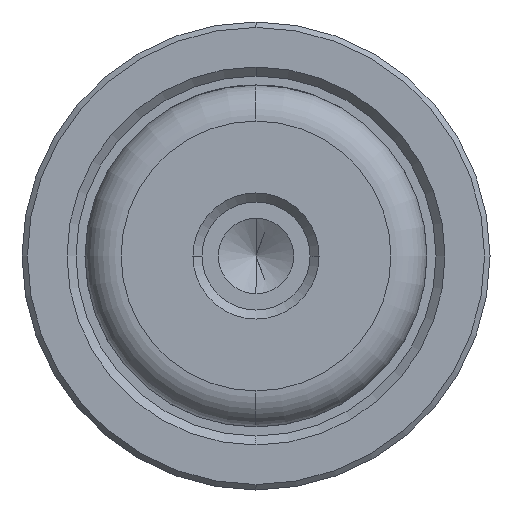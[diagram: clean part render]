
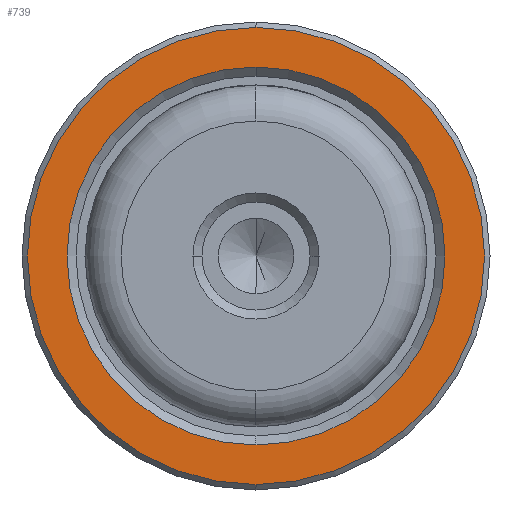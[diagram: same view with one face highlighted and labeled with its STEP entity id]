
A CAD part, left-side view. The second image highlights one B-rep face of the part: STEP entity #739.
In plain terms, the highlighted planar face has unit normal (-1, 0, 0).
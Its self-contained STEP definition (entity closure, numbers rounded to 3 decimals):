
#39 = CARTESIAN_POINT ( 'NONE',  ( 20., 0., 10.5 ) ) ;
#54 = DIRECTION ( 'NONE',  ( 0., 0., 1. ) ) ;
#90 = EDGE_CURVE ( 'NONE', #908, #194, #1456, .T. ) ;
#194 = VERTEX_POINT ( 'NONE', #1668 ) ;
#260 = CARTESIAN_POINT ( 'NONE',  ( 20., 0., 12.7 ) ) ;
#337 = EDGE_CURVE ( 'NONE', #194, #908, #431, .T. ) ;
#431 = CIRCLE ( 'NONE', #2175, 10.5 ) ;
#502 = CARTESIAN_POINT ( 'NONE',  ( 20., 0., 0. ) ) ;
#582 = DIRECTION ( 'NONE',  ( -1., 0., 0. ) ) ;
#594 = AXIS2_PLACEMENT_3D ( 'NONE', #1067, #2349, #1252 ) ;
#618 = EDGE_LOOP ( 'NONE', ( #1148, #1672 ) ) ;
#643 = ORIENTED_EDGE ( 'NONE', *, *, #1485, .T. ) ;
#694 = DIRECTION ( 'NONE',  ( 0., 0., -1. ) ) ;
#739 = ADVANCED_FACE ( 'NONE', ( #1991, #1494 ), #1149, .T. ) ;
#809 = CARTESIAN_POINT ( 'NONE',  ( 20., 0., 0. ) ) ;
#905 = AXIS2_PLACEMENT_3D ( 'NONE', #987, #2273, #1175 ) ;
#908 = VERTEX_POINT ( 'NONE', #39 ) ;
#918 = CIRCLE ( 'NONE', #1046, 12.7 ) ;
#972 = EDGE_LOOP ( 'NONE', ( #643, #1209 ) ) ;
#987 = CARTESIAN_POINT ( 'NONE',  ( 20., 0., 0. ) ) ;
#989 = DIRECTION ( 'NONE',  ( 0., 0., 1. ) ) ;
#1046 = AXIS2_PLACEMENT_3D ( 'NONE', #809, #2090, #989 ) ;
#1067 = CARTESIAN_POINT ( 'NONE',  ( 20., 0., 0. ) ) ;
#1092 = CIRCLE ( 'NONE', #905, 12.7 ) ;
#1148 = ORIENTED_EDGE ( 'NONE', *, *, #90, .T. ) ;
#1149 = PLANE ( 'NONE',  #1902 ) ;
#1167 = CARTESIAN_POINT ( 'NONE',  ( 20., 0., -12.7 ) ) ;
#1175 = DIRECTION ( 'NONE',  ( 0., 0., 1. ) ) ;
#1209 = ORIENTED_EDGE ( 'NONE', *, *, #2195, .T. ) ;
#1252 = DIRECTION ( 'NONE',  ( 0., 0., -1. ) ) ;
#1456 = CIRCLE ( 'NONE', #594, 10.5 ) ;
#1467 = VERTEX_POINT ( 'NONE', #1167 ) ;
#1485 = EDGE_CURVE ( 'NONE', #1467, #2202, #1092, .T. ) ;
#1494 = FACE_BOUND ( 'NONE', #618, .T. ) ;
#1668 = CARTESIAN_POINT ( 'NONE',  ( 20., 0., -10.5 ) ) ;
#1672 = ORIENTED_EDGE ( 'NONE', *, *, #337, .T. ) ;
#1801 = DIRECTION ( 'NONE',  ( 1., 0., 0. ) ) ;
#1902 = AXIS2_PLACEMENT_3D ( 'NONE', #2058, #582, #54 ) ;
#1991 = FACE_OUTER_BOUND ( 'NONE', #972, .T. ) ;
#2058 = CARTESIAN_POINT ( 'NONE',  ( 20., -9.5, 0. ) ) ;
#2090 = DIRECTION ( 'NONE',  ( -1., 0., 0. ) ) ;
#2175 = AXIS2_PLACEMENT_3D ( 'NONE', #502, #1801, #694 ) ;
#2195 = EDGE_CURVE ( 'NONE', #2202, #1467, #918, .T. ) ;
#2202 = VERTEX_POINT ( 'NONE', #260 ) ;
#2273 = DIRECTION ( 'NONE',  ( -1., 0., 0. ) ) ;
#2349 = DIRECTION ( 'NONE',  ( 1., 0., 0. ) ) ;
